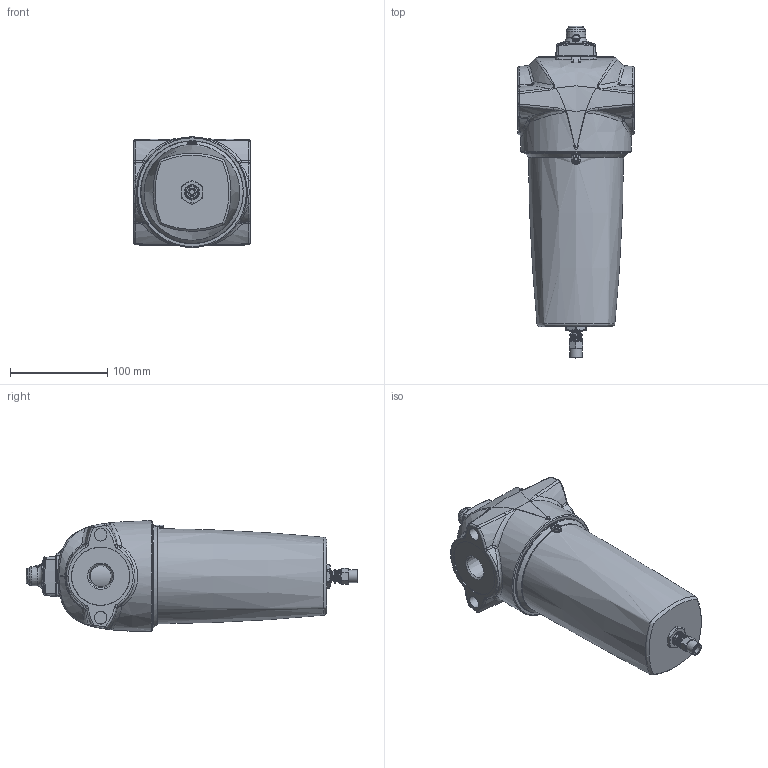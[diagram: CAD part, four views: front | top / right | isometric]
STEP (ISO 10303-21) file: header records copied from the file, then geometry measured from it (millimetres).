
FILE_DESCRIPTION(/* description */ (''),/* implementation_level */ '2;1');
FILE_NAME(/* name */ 'AAP025DGFI.stp',/* time_stamp */ '2017-05-25T15:44:43+05:00',/* author */ ('SS00480869'),/* organization */ (''),/* preprocessor_version */ 'ST-DEVELOPER v16.1',/* originating_system */ 'Autodesk Inventor 2016',/* authorisation */ '');
FILE_SCHEMA (('AUTOMOTIVE_DESIGN { 1 0 10303 214 3 1 1 }'));
Length unit declared in the file: inch
Products named in the file (1): AAP025DGFI
Bounding box: 120 x 341.8 x 114.5 mm (x, y, z)
Volume: 2043667.2 mm3; surface area: 170376.7 mm2
Topology: 1 solids, 9 shells, 1672 faces, 4200 edges, 2544 vertices
Faces by surface type: bspline 589, plane 387, cone 254, cylinder 218, torus 202, sphere 22
Full cylindrical faces by diameter (mm): 2 x4, 3 x2, 4.134 x6, 5 x5, 5.2 x5, 5.8 x2, 7.8 x1, 7.9 x1, 8 x2, 8.2 x1, 8.5 x1, 8.8 x1, 9.4 x1, 11 x1, 11.5 x1, 13 x4, 14 x2, 60.046 x2, 106 x1
Entity records: 97842 total; most frequent: CARTESIAN_POINT 61147, ORIENTED_EDGE 7958, DIRECTION 6112, EDGE_CURVE 3979, AXIS2_PLACEMENT_3D 2622, VERTEX_POINT 2496, EDGE_LOOP 1870, STYLED_ITEM 1673
